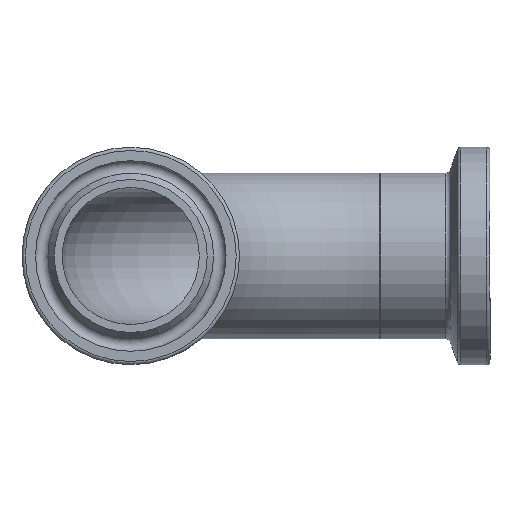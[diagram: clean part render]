
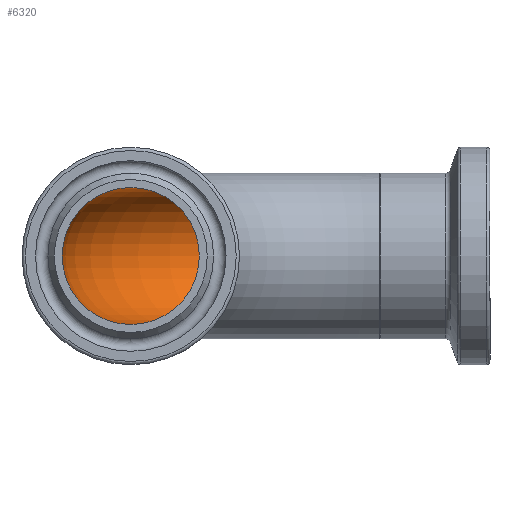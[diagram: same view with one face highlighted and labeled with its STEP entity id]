
A CAD part, front view. The second image highlights one B-rep face of the part: STEP entity #6320.
In plain terms, the highlighted toroidal (fillet/blend) face has major radius 28.575 mm and minor radius 7.874 mm.
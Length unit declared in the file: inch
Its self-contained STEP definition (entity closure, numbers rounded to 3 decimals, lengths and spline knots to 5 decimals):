
#57=CIRCLE('',#6554,0.31);
#58=CIRCLE('',#6555,0.31);
#125=FACE_BOUND('',#1821,.T.);
#1393=FACE_OUTER_BOUND('',#1820,.T.);
#1820=EDGE_LOOP('',(#5852));
#1821=EDGE_LOOP('',(#5853));
#3059=VERTEX_POINT('',#14184);
#3060=VERTEX_POINT('',#14186);
#3993=EDGE_CURVE('',#3059,#3059,#57,.T.);
#3994=EDGE_CURVE('',#3060,#3060,#58,.T.);
#5852=ORIENTED_EDGE('',*,*,#3993,.F.);
#5853=ORIENTED_EDGE('',*,*,#3994,.F.);
#5906=TOROIDAL_SURFACE('',#6553,1.125,0.31);
#6320=ADVANCED_FACE('',(#1393,#125),#5906,.F.);
#6553=AXIS2_PLACEMENT_3D('',#14183,#7313,#7314);
#6554=AXIS2_PLACEMENT_3D('',#14185,#7315,#7316);
#6555=AXIS2_PLACEMENT_3D('',#14187,#7317,#7318);
#7313=DIRECTION('center_axis',(0.,0.,
-1.));
#7314=DIRECTION('ref_axis',(-1.,0.,0.));
#7315=DIRECTION('center_axis',(-1.,0.,0.));
#7316=DIRECTION('ref_axis',(0.,1.,0.));
#7317=DIRECTION('center_axis',(0.,1.,0.));
#7318=DIRECTION('ref_axis',(-1.,0.,0.));
#14183=CARTESIAN_POINT('Origin',(1.125,0.,0.));
#14184=CARTESIAN_POINT('',(1.125,1.435,0.));
#14185=CARTESIAN_POINT('Origin',(1.125,1.125,0.));
#14186=CARTESIAN_POINT('',(-0.31,0.,0.));
#14187=CARTESIAN_POINT('Origin',(0.,0.,0.));
